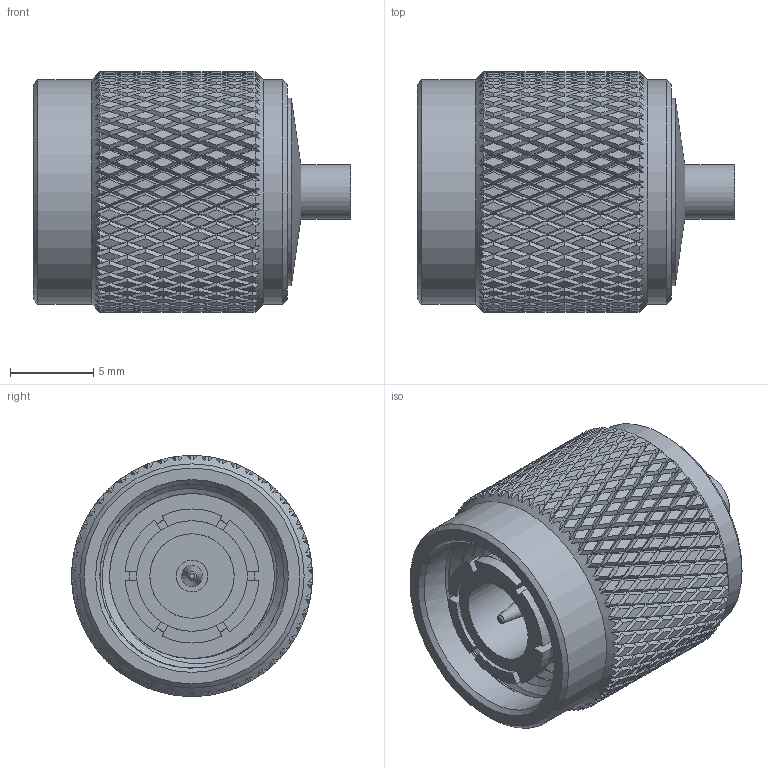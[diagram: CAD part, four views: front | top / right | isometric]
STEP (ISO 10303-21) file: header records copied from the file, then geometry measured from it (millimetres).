
FILE_DESCRIPTION (( 'STEP AP203' ), '1' );
FILE_NAME ('PE4649_3D.step', '2020-09-14T19:36:50', ( '' ), ( '' ), 'SwSTEP 2.0', 'SolidWorks 2018', '' );
FILE_SCHEMA (( 'CONFIG_CONTROL_DESIGN' ));
Products named in the file (1): PE4649_3D
Bounding box: 19.1 x 14.5 x 14.5 mm (x, y, z)
Volume: 1891.3 mm3; surface area: 2036.5 mm2
Topology: 1 solids, 1 shells, 2587 faces, 5473 edges, 2895 vertices
Faces by surface type: bspline 2004, cylinder 534, plane 34, cone 15
Full cylindrical faces by diameter (mm): 1.27 x1, 1.905 x1, 2.3 x1, 3.3 x1, 5.08 x1, 7.569 x1, 11.112 x6, 11.31 x1, 13.513 x2
Entity records: 99676 total; most frequent: CARTESIAN_POINT 67099, ORIENTED_EDGE 10862, EDGE_CURVE 5431, VERTEX_POINT 2878, EDGE_LOOP 2607, FACE_OUTER_BOUND 2592, ADVANCED_FACE 2581, B_SPLINE_CURVE_WITH_KNOTS 2270
